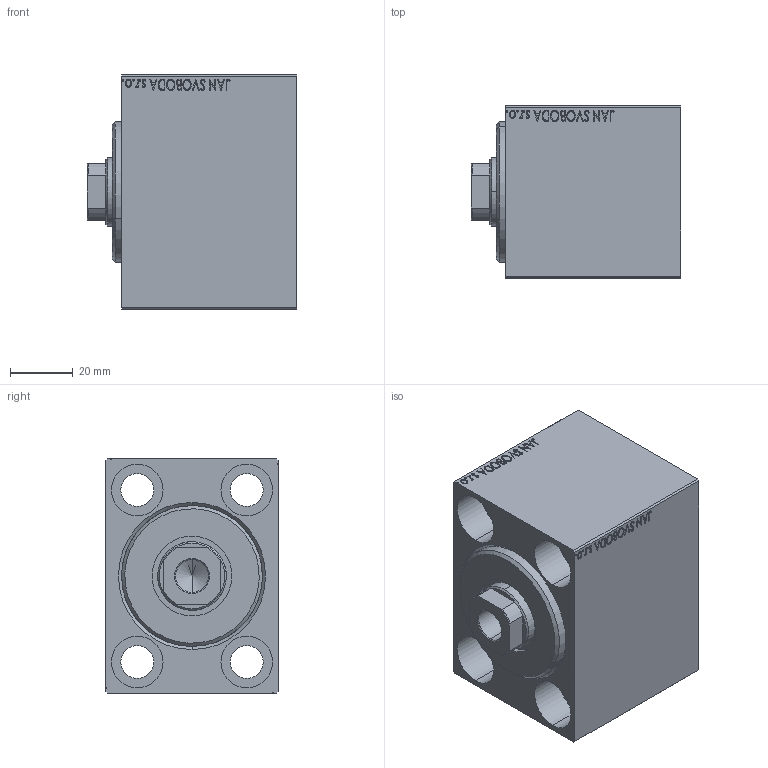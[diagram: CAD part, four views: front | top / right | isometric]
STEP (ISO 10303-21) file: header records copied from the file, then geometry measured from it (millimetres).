
FILE_DESCRIPTION (( 'STEP AP203' ), '1' );
FILE_NAME ('91c1.STEP', '2021-11-01T22:33:07', ( '' ), ( '' ), 'SwSTEP 2.0', 'SolidWorks 2019', '' );
FILE_SCHEMA (( 'CONFIG_CONTROL_DESIGN' ));
Length unit declared in the file: millimetre
Products named in the file (4): 91c1; V450CM_VC_B fd45a0722228c7a8a839b9611c7042e3; V450CM_C fd45a0722228c7a8a839b9611c7042e3; V450CM_C_VCP fd45a0722228c7a8a839b9611c7042e3
Assembly tree (3 placements, depth 2):
  91c1
    V450CM_C fd45a0722228c7a8a839b9611c7042e3
    V450CM_C_VCP fd45a0722228c7a8a839b9611c7042e3
    V450CM_VC_B fd45a0722228c7a8a839b9611c7042e3
Bounding box: 67 x 55 x 75 mm (x, y, z)
Volume: 198430.9 mm3; surface area: 51545.4 mm2
Topology: 3 solids, 3 shells, 853 faces, 2193 edges, 1454 vertices
Faces by surface type: plane 407, bspline 380, cylinder 52, cone 14
Entity records: 43817 total; most frequent: CARTESIAN_POINT 25152, ORIENTED_EDGE 4382, DIRECTION 2493, EDGE_CURVE 2191, VERTEX_POINT 1454, VECTOR 1299, LINE 1299, EDGE_LOOP 973
